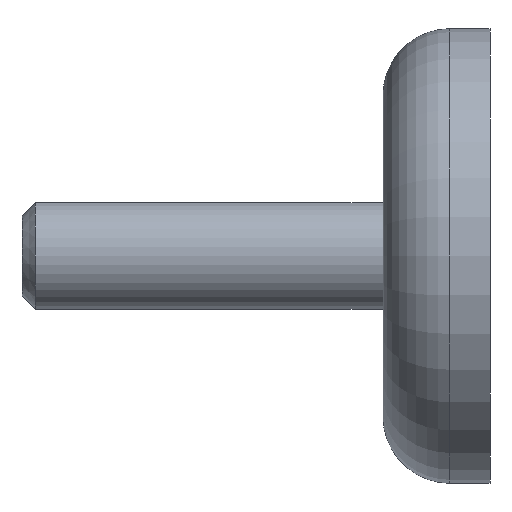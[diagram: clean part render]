
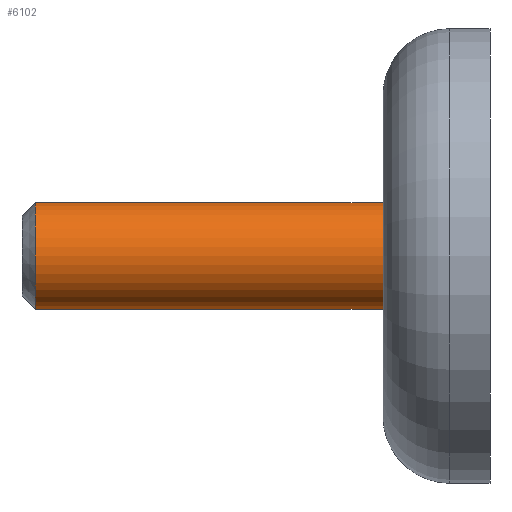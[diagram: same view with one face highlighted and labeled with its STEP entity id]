
A CAD part, left-side view. The second image highlights one B-rep face of the part: STEP entity #6102.
In plain terms, the highlighted cylindrical face has radius 4 mm (diameter 8 mm), a partial arc.
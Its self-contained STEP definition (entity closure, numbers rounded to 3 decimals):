
#725 = DIRECTION ( 'NONE',  ( 0., -1., 0. ) ) ;
#771 = CYLINDRICAL_SURFACE ( 'NONE', #1739, 4. ) ;
#774 = CARTESIAN_POINT ( 'NONE',  ( 0., 34., 4. ) ) ;
#1286 = CARTESIAN_POINT ( 'NONE',  ( 0., 34., -4. ) ) ;
#1737 = EDGE_CURVE ( 'NONE', #5266, #8062, #8866, .T. ) ;
#1739 = AXIS2_PLACEMENT_3D ( 'NONE', #12474, #7338, #15919 ) ;
#1869 = EDGE_LOOP ( 'NONE', ( #8848, #10374, #9288, #6244 ) ) ;
#1972 = LINE ( 'NONE', #3329, #6450 ) ;
#2041 = DIRECTION ( 'NONE',  ( 0., -1., 0. ) ) ;
#2534 = FACE_OUTER_BOUND ( 'NONE', #1869, .T. ) ;
#3015 = AXIS2_PLACEMENT_3D ( 'NONE', #4893, #12136, #5974 ) ;
#3088 = DIRECTION ( 'NONE',  ( 0., 0., -1. ) ) ;
#3329 = CARTESIAN_POINT ( 'NONE',  ( 0., 0., 4. ) ) ;
#3478 = VECTOR ( 'NONE', #15097, 1000. ) ;
#3924 = VERTEX_POINT ( 'NONE', #1286 ) ;
#4893 = CARTESIAN_POINT ( 'NONE',  ( 0., 34., 0. ) ) ;
#5266 = VERTEX_POINT ( 'NONE', #5740 ) ;
#5740 = CARTESIAN_POINT ( 'NONE',  ( 0., 5., 4. ) ) ;
#5745 = VERTEX_POINT ( 'NONE', #774 ) ;
#5974 = DIRECTION ( 'NONE',  ( 0., 0., 1. ) ) ;
#6102 = ADVANCED_FACE ( 'NONE', ( #2534 ), #771, .T. ) ;
#6244 = ORIENTED_EDGE ( 'NONE', *, *, #1737, .F. ) ;
#6450 = VECTOR ( 'NONE', #725, 1000. ) ;
#7338 = DIRECTION ( 'NONE',  ( 0., -1., 0. ) ) ;
#8062 = VERTEX_POINT ( 'NONE', #9282 ) ;
#8814 = CARTESIAN_POINT ( 'NONE',  ( 0., 0., -4. ) ) ;
#8848 = ORIENTED_EDGE ( 'NONE', *, *, #8904, .F. ) ;
#8866 = CIRCLE ( 'NONE', #13458, 4. ) ;
#8904 = EDGE_CURVE ( 'NONE', #5745, #5266, #1972, .T. ) ;
#9282 = CARTESIAN_POINT ( 'NONE',  ( 0., 5., -4. ) ) ;
#9288 = ORIENTED_EDGE ( 'NONE', *, *, #11315, .T. ) ;
#10374 = ORIENTED_EDGE ( 'NONE', *, *, #13490, .T. ) ;
#11315 = EDGE_CURVE ( 'NONE', #3924, #8062, #14697, .T. ) ;
#12136 = DIRECTION ( 'NONE',  ( 0., -1., 0. ) ) ;
#12474 = CARTESIAN_POINT ( 'NONE',  ( 0., 0., 0. ) ) ;
#13097 = CIRCLE ( 'NONE', #3015, 4. ) ;
#13458 = AXIS2_PLACEMENT_3D ( 'NONE', #15443, #2041, #3088 ) ;
#13490 = EDGE_CURVE ( 'NONE', #5745, #3924, #13097, .T. ) ;
#14697 = LINE ( 'NONE', #8814, #3478 ) ;
#15097 = DIRECTION ( 'NONE',  ( 0., -1., 0. ) ) ;
#15443 = CARTESIAN_POINT ( 'NONE',  ( 0., 5., 0. ) ) ;
#15919 = DIRECTION ( 'NONE',  ( 0., 0., -1. ) ) ;
